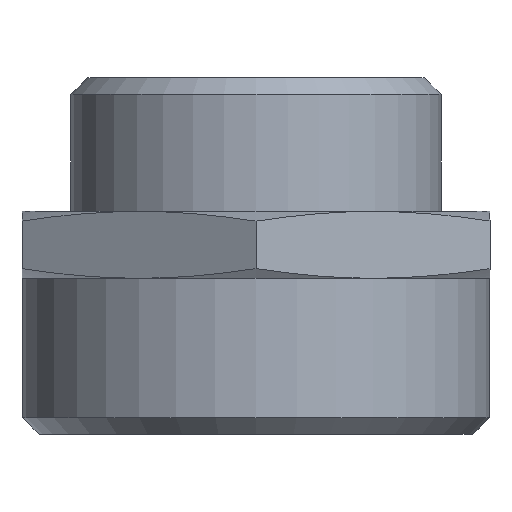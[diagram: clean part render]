
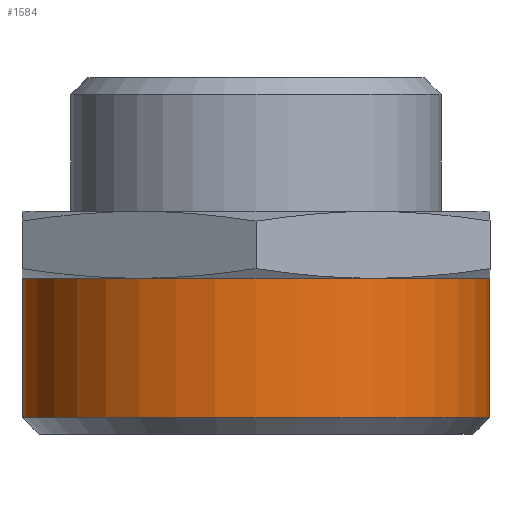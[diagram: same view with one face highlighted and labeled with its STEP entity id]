
A CAD part, left-side view. The second image highlights one B-rep face of the part: STEP entity #1584.
In plain terms, the highlighted cylindrical face has radius 20.955 mm (diameter 41.91 mm), a full revolution.
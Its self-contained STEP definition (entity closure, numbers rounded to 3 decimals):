
#725=CYLINDRICAL_SURFACE('',#1540,20.955);
#871=ORIENTED_EDGE('',*,*,#1001,.F.);
#872=ORIENTED_EDGE('',*,*,#1024,.F.);
#909=CIRCLE('',#1506,20.955);
#910=CIRCLE('',#1541,20.955);
#949=VERTEX_POINT('',#1399);
#958=VERTEX_POINT('',#1447);
#1001=EDGE_CURVE('',#949,#949,#909,.T.);
#1024=EDGE_CURVE('',#958,#958,#910,.T.);
#1065=EDGE_LOOP('',(#871));
#1066=EDGE_LOOP('',(#872));
#1109=FACE_BOUND('',#1065,.T.);
#1110=FACE_BOUND('',#1066,.T.);
#1223=DIRECTION('',(0.,1.,0.));
#1224=DIRECTION('',(20.955,0.,0.));
#1295=DIRECTION('',(0.,1.,0.));
#1296=DIRECTION('',(1.,0.,0.));
#1297=DIRECTION('',(0.,-1.,0.));
#1298=DIRECTION('',(-20.955,0.,0.));
#1399=CARTESIAN_POINT('',(46.736,28.403,0.));
#1400=CARTESIAN_POINT('',(25.781,28.403,0.));
#1446=CARTESIAN_POINT('',(25.781,27.903,0.));
#1447=CARTESIAN_POINT('',(4.826,15.903,0.));
#1448=CARTESIAN_POINT('',(25.781,15.903,0.));
#1506=AXIS2_PLACEMENT_3D('',#1400,#1223,#1224);
#1540=AXIS2_PLACEMENT_3D('',#1446,#1295,#1296);
#1541=AXIS2_PLACEMENT_3D('',#1448,#1297,#1298);
#1584=ADVANCED_FACE('',(#1109,#1110),#725,.T.);
